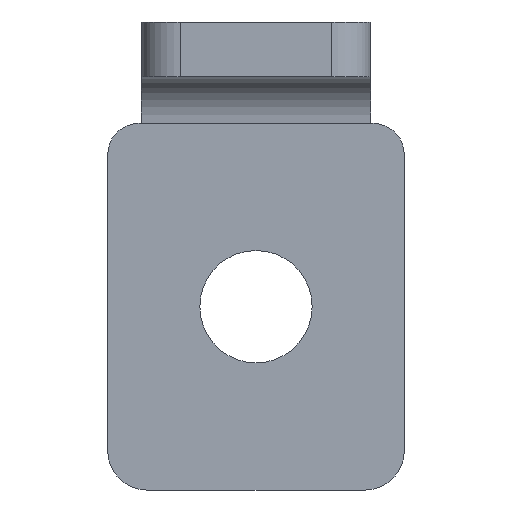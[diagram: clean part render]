
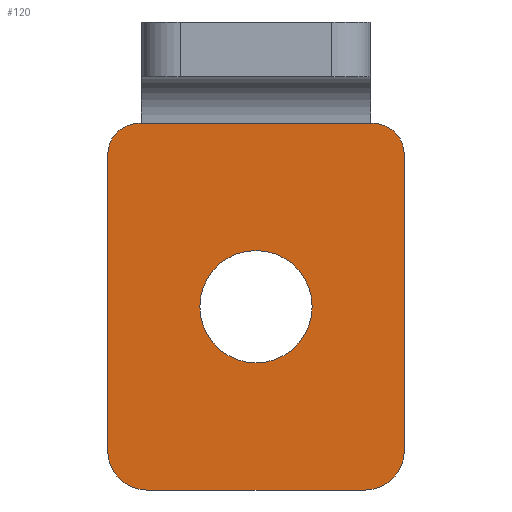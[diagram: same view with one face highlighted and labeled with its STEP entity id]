
A CAD part, front view. The second image highlights one B-rep face of the part: STEP entity #120.
In plain terms, the highlighted planar face has unit normal (0, -1, 0).
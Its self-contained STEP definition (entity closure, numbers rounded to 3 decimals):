
#17 = CARTESIAN_POINT ( 'NONE',  ( -7., 25.25, -27.5 ) ) ;
#23 = DIRECTION ( 'NONE',  ( 0., 0., -1. ) ) ;
#32 = EDGE_CURVE ( 'NONE', #643, #36, #853, .T. ) ;
#36 = VERTEX_POINT ( 'NONE', #607 ) ;
#46 = EDGE_CURVE ( 'NONE', #68, #153, #377, .T. ) ;
#51 = CIRCLE ( 'NONE', #586, 3.6 ) ;
#64 = EDGE_CURVE ( '������15', #772, #408, #51, .T. ) ;
#68 = VERTEX_POINT ( 'NONE', #463 ) ;
#78 = AXIS2_PLACEMENT_3D ( 'NONE', #763, #818, #545 ) ;
#89 = DIRECTION ( 'NONE',  ( 0., 0., 1. ) ) ;
#101 = AXIS2_PLACEMENT_3D ( 'NONE', #240, #247, #521 ) ;
#118 = VERTEX_POINT ( 'NONE', #229 ) ;
#120 = ADVANCED_FACE ( '�����15', ( #487, #839 ), #160, .T. ) ;
#137 = EDGE_CURVE ( 'NONE', #68, #118, #421, .T. ) ;
#151 = DIRECTION ( 'NONE',  ( 0., 1., 0. ) ) ;
#153 = VERTEX_POINT ( 'NONE', #165 ) ;
#160 = PLANE ( 'NONE',  #824 ) ;
#164 = DIRECTION ( 'NONE',  ( 0., -1., 0. ) ) ;
#165 = CARTESIAN_POINT ( 'NONE',  ( -7., 25.25, -30. ) ) ;
#168 = CIRCLE ( 'NONE', #861, 3.6 ) ;
#184 = VERTEX_POINT ( 'NONE', #351 ) ;
#188 = ORIENTED_EDGE ( 'NONE', *, *, #732, .F. ) ;
#210 = DIRECTION ( 'NONE',  ( 0., -1., 0. ) ) ;
#220 = CARTESIAN_POINT ( 'NONE',  ( -9.5, 25.25, -3.5 ) ) ;
#229 = CARTESIAN_POINT ( 'NONE',  ( -9.5, 25.25, -8.5 ) ) ;
#240 = CARTESIAN_POINT ( 'NONE',  ( 7.5, 25.25, -8.5 ) ) ;
#247 = DIRECTION ( 'NONE',  ( 0., -1., 0. ) ) ;
#248 = ORIENTED_EDGE ( 'NONE', *, *, #318, .T. ) ;
#256 = ORIENTED_EDGE ( 'NONE', *, *, #591, .F. ) ;
#259 = ORIENTED_EDGE ( 'NONE', *, *, #785, .T. ) ;
#283 = LINE ( 'NONE', #338, #721 ) ;
#305 = VERTEX_POINT ( 'NONE', #877 ) ;
#306 = VECTOR ( 'NONE', #89, 1000. ) ;
#313 = ORIENTED_EDGE ( 'NONE', *, *, #820, .F. ) ;
#314 = CARTESIAN_POINT ( 'NONE',  ( 7.35, 25.25, -6.5 ) ) ;
#318 = EDGE_CURVE ( 'NONE', #305, #184, #446, .T. ) ;
#338 = CARTESIAN_POINT ( 'NONE',  ( 9.5, 25.25, -30. ) ) ;
#342 = VECTOR ( 'NONE', #845, 1000. ) ;
#343 = CARTESIAN_POINT ( 'NONE',  ( 7.35, 25.25, -6.5 ) ) ;
#347 = LINE ( 'NONE', #558, #342 ) ;
#351 = CARTESIAN_POINT ( 'NONE',  ( 7.5, 25.25, -6.5 ) ) ;
#354 = CARTESIAN_POINT ( 'NONE',  ( 0., 25.25, -18.25 ) ) ;
#370 = VERTEX_POINT ( 'NONE', #314 ) ;
#375 = DIRECTION ( 'NONE',  ( 1., 0., 0. ) ) ;
#377 = CIRCLE ( 'NONE', #568, 2.5 ) ;
#392 = EDGE_CURVE ( 'NONE', #428, #859, #462, .T. ) ;
#398 = VECTOR ( 'NONE', #375, 1000. ) ;
#408 = VERTEX_POINT ( 'NONE', #454 ) ;
#410 = DIRECTION ( 'NONE',  ( 0., -1., 0. ) ) ;
#421 = LINE ( 'NONE', #220, #306 ) ;
#428 = VERTEX_POINT ( 'NONE', #523 ) ;
#429 = VECTOR ( 'NONE', #611, 1000. ) ;
#433 = CARTESIAN_POINT ( 'NONE',  ( 0., 25.25, 0. ) ) ;
#444 = EDGE_LOOP ( 'NONE', ( #846, #259 ) ) ;
#446 = CIRCLE ( 'NONE', #101, 2. ) ;
#454 = CARTESIAN_POINT ( 'NONE',  ( 0., 25.25, -21.85 ) ) ;
#461 = DIRECTION ( 'NONE',  ( 0., 1., 0. ) ) ;
#462 = LINE ( 'NONE', #883, #398 ) ;
#463 = CARTESIAN_POINT ( 'NONE',  ( -9.5, 25.25, -27.5 ) ) ;
#473 = DIRECTION ( 'NONE',  ( 0., 0., -1. ) ) ;
#487 = FACE_BOUND ( 'NONE', #444, .T. ) ;
#521 = DIRECTION ( 'NONE',  ( 0., 0., -1. ) ) ;
#523 = CARTESIAN_POINT ( 'NONE',  ( -7.5, 25.25, -6.5 ) ) ;
#528 = CARTESIAN_POINT ( 'NONE',  ( 0., 25.25, -18.25 ) ) ;
#543 = AXIS2_PLACEMENT_3D ( 'NONE', #727, #164, #714 ) ;
#545 = DIRECTION ( 'NONE',  ( 0., 0., -1. ) ) ;
#558 = CARTESIAN_POINT ( 'NONE',  ( -9.5, 25.25, -6.5 ) ) ;
#563 = CARTESIAN_POINT ( 'NONE',  ( 7., 25.25, -30. ) ) ;
#565 = DIRECTION ( 'NONE',  ( -1., 0., 0. ) ) ;
#568 = AXIS2_PLACEMENT_3D ( 'NONE', #17, #210, #473 ) ;
#579 = CIRCLE ( 'NONE', #543, 2. ) ;
#586 = AXIS2_PLACEMENT_3D ( 'NONE', #528, #461, #751 ) ;
#591 = EDGE_CURVE ( 'NONE', #370, #184, #347, .T. ) ;
#607 = CARTESIAN_POINT ( 'NONE',  ( 9.5, 25.25, -27.5 ) ) ;
#611 = DIRECTION ( 'NONE',  ( 1., 0., 0. ) ) ;
#617 = CARTESIAN_POINT ( 'NONE',  ( -7.35, 25.25, -6.5 ) ) ;
#629 = DIRECTION ( 'NONE',  ( 0., 0., -1. ) ) ;
#632 = ORIENTED_EDGE ( 'NONE', *, *, #137, .F. ) ;
#643 = VERTEX_POINT ( 'NONE', #563 ) ;
#654 = LINE ( 'NONE', #857, #870 ) ;
#693 = EDGE_LOOP ( 'NONE', ( #744, #248, #256, #313, #736, #809, #632, #878, #188, #884 ) ) ;
#704 = DIRECTION ( 'NONE',  ( 0., 0., 1. ) ) ;
#714 = DIRECTION ( 'NONE',  ( 0., 0., -1. ) ) ;
#718 = CARTESIAN_POINT ( 'NONE',  ( 0., 25.25, -14.65 ) ) ;
#721 = VECTOR ( 'NONE', #629, 1000. ) ;
#727 = CARTESIAN_POINT ( 'NONE',  ( -7.5, 25.25, -8.5 ) ) ;
#732 = EDGE_CURVE ( 'NONE', #643, #153, #654, .T. ) ;
#736 = ORIENTED_EDGE ( 'NONE', *, *, #392, .F. ) ;
#744 = ORIENTED_EDGE ( 'NONE', *, *, #842, .F. ) ;
#749 = EDGE_CURVE ( 'NONE', #428, #118, #579, .T. ) ;
#751 = DIRECTION ( 'NONE',  ( 0., 0., 1. ) ) ;
#762 = LINE ( 'NONE', #343, #429 ) ;
#763 = CARTESIAN_POINT ( 'NONE',  ( 7., 25.25, -27.5 ) ) ;
#772 = VERTEX_POINT ( 'NONE', #718 ) ;
#785 = EDGE_CURVE ( '������15', #408, #772, #168, .T. ) ;
#809 = ORIENTED_EDGE ( 'NONE', *, *, #749, .T. ) ;
#818 = DIRECTION ( 'NONE',  ( 0., -1., 0. ) ) ;
#820 = EDGE_CURVE ( '������6', #859, #370, #762, .T. ) ;
#824 = AXIS2_PLACEMENT_3D ( 'NONE', #433, #410, #23 ) ;
#839 = FACE_OUTER_BOUND ( 'NONE', #693, .T. ) ;
#842 = EDGE_CURVE ( 'NONE', #305, #36, #283, .T. ) ;
#845 = DIRECTION ( 'NONE',  ( 1., 0., 0. ) ) ;
#846 = ORIENTED_EDGE ( 'NONE', *, *, #64, .T. ) ;
#853 = CIRCLE ( 'NONE', #78, 2.5 ) ;
#857 = CARTESIAN_POINT ( 'NONE',  ( -9.5, 25.25, -30. ) ) ;
#859 = VERTEX_POINT ( 'NONE', #617 ) ;
#861 = AXIS2_PLACEMENT_3D ( 'NONE', #354, #151, #704 ) ;
#870 = VECTOR ( 'NONE', #565, 1000. ) ;
#877 = CARTESIAN_POINT ( 'NONE',  ( 9.5, 25.25, -8.5 ) ) ;
#878 = ORIENTED_EDGE ( 'NONE', *, *, #46, .T. ) ;
#883 = CARTESIAN_POINT ( 'NONE',  ( -9.5, 25.25, -6.5 ) ) ;
#884 = ORIENTED_EDGE ( 'NONE', *, *, #32, .T. ) ;
